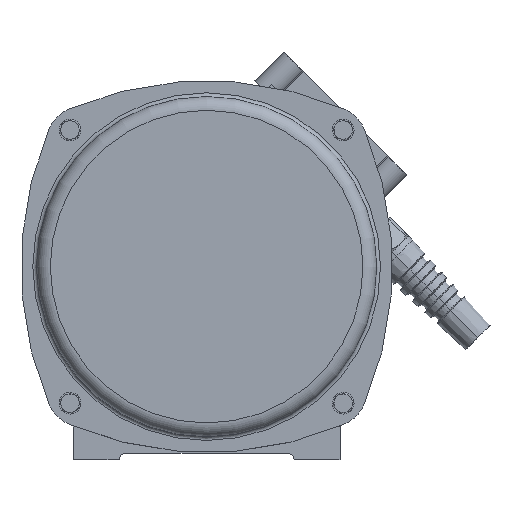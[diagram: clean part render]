
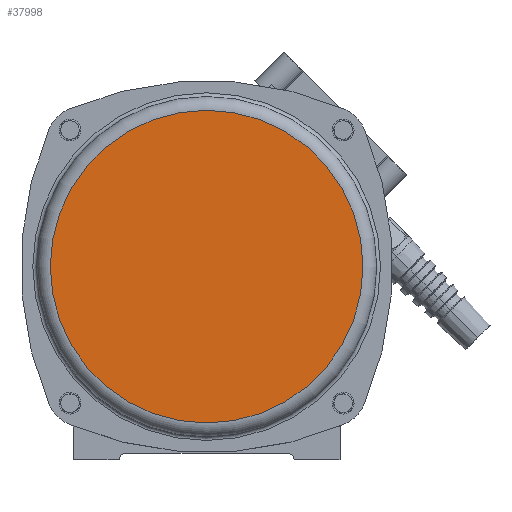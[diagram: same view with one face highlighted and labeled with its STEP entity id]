
A CAD part, left-side view. The second image highlights one B-rep face of the part: STEP entity #37998.
In plain terms, the highlighted face is planar.
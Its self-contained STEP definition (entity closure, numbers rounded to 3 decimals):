
#19232=PLANE('',#36275);
#19628=ORIENTED_EDGE('',*,*,#24749,.F.);
#22971=CIRCLE('',#36274,85.);
#23621=VERTEX_POINT('',#32301);
#24749=EDGE_CURVE('',#23621,#23621,#22971,.T.);
#26428=EDGE_LOOP('',(#19628));
#27408=FACE_BOUND('',#26428,.T.);
#28410=DIRECTION('',(-1.,0.,0.));
#28411=DIRECTION('',(0.,85.,0.));
#28412=DIRECTION('',(1.,0.,0.));
#28413=DIRECTION('',(0.,-1.,0.));
#32301=CARTESIAN_POINT('',(-336.11,-136.735,0.));
#32302=CARTESIAN_POINT('',(-336.11,-221.735,0.));
#32303=CARTESIAN_POINT('',(-336.11,-136.735,0.));
#36274=AXIS2_PLACEMENT_3D('',#32302,#28410,#28411);
#36275=AXIS2_PLACEMENT_3D('',#32303,#28412,#28413);
#37998=ADVANCED_FACE('',(#27408),#19232,.T.);
